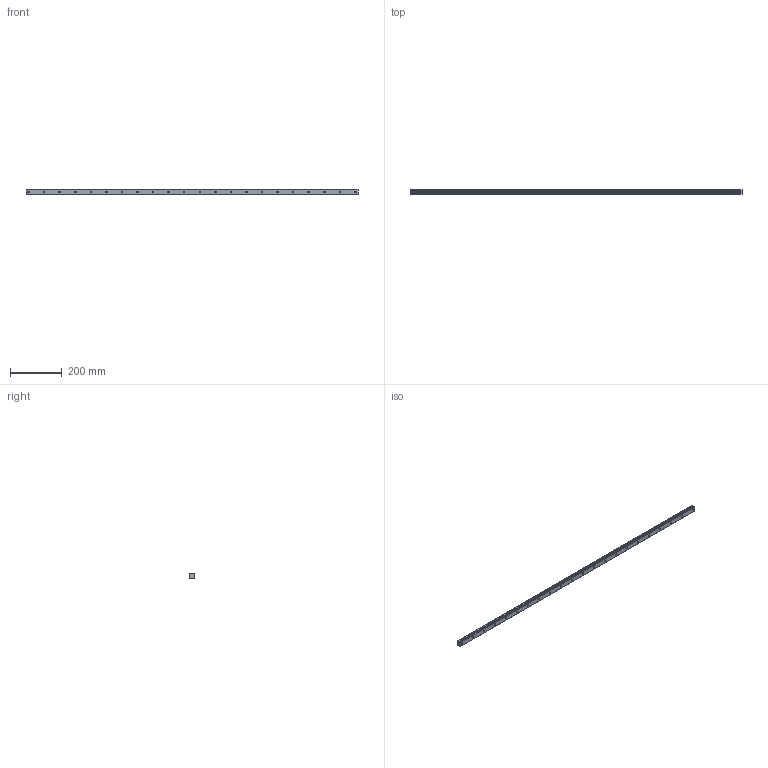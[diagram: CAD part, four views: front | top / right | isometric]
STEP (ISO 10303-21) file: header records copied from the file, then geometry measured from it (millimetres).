
FILE_DESCRIPTION (( 'STEP AP214' ), '1' );
FILE_NAME ('SHS20C1SS-1280L_G10_0_B-M6F_600-5_0_0_0_1.STEP', '2021-06-14T11:23:41', ( '' ), ( '' ), 'SwSTEP 2.0', 'SolidWorks 2021', '' );
FILE_SCHEMA (( 'AUTOMOTIVE_DESIGN' ));
Length unit declared in the file: millimetre
Products named in the file (2): _SHS20C128010 Track; SHS20C1SS-1280L_G10_0_B-M6F_600-5_0_0_0_1
Assembly tree (1 placements, depth 2):
  SHS20C1SS-1280L_G10_0_B-M6F_600-5_0_0_0_1
    _SHS20C128010 Track
Bounding box: 1280 x 16.5 x 20 mm (x, y, z)
Volume: 360528.3 mm3; surface area: 102346.7 mm2
Topology: 1 solids, 1 shells, 146 faces, 366 edges, 244 vertices
Faces by surface type: cylinder 108, plane 38
Entity records: 4640 total; most frequent: DIRECTION 882, CARTESIAN_POINT 760, ORIENTED_EDGE 732, EDGE_CURVE 366, AXIS2_PLACEMENT_3D 366, VERTEX_POINT 244, CIRCLE 216, EDGE_LOOP 212
